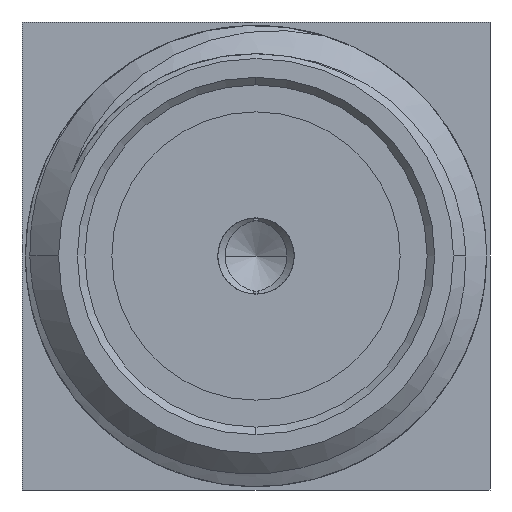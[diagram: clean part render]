
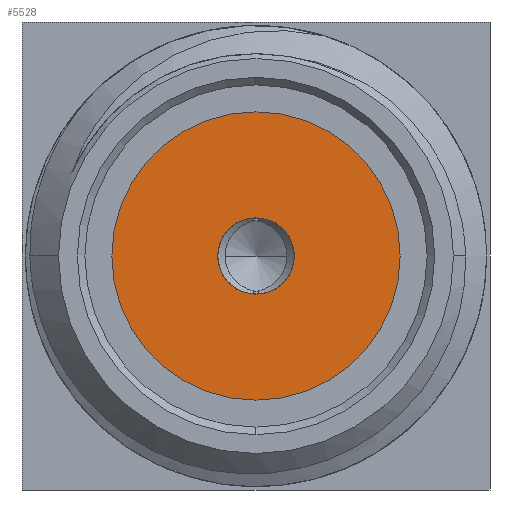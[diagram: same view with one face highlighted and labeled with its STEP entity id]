
A CAD part, left-side view. The second image highlights one B-rep face of the part: STEP entity #5528.
In plain terms, the highlighted planar face has unit normal (-1, 0, 0).
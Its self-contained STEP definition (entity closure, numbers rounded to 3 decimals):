
#1234=CARTESIAN_POINT('',(2.057,0.,0.));
#1235=DIRECTION('',(-1.,0.,0.));
#1236=DIRECTION('',(0.,0.,-1.));
#1237=AXIS2_PLACEMENT_3D('',#1234,#1235,#1236);
#1239=CARTESIAN_POINT('',(2.057,0.,0.));
#1240=DIRECTION('',(-1.,0.,0.));
#1241=DIRECTION('',(0.,0.,1.));
#1242=AXIS2_PLACEMENT_3D('',#1239,#1240,#1241);
#1244=CARTESIAN_POINT('',(2.057,0.,0.));
#1245=DIRECTION('',(1.,0.,0.));
#1246=DIRECTION('',(0.,0.,-1.));
#1247=AXIS2_PLACEMENT_3D('',#1244,#1245,#1246);
#1249=CARTESIAN_POINT('',(2.057,0.,0.));
#1250=DIRECTION('',(1.,0.,0.));
#1251=DIRECTION('',(0.,-1.,0.));
#1252=AXIS2_PLACEMENT_3D('',#1249,#1250,#1251);
#1254=CARTESIAN_POINT('',(2.057,0.,0.));
#1255=DIRECTION('',(1.,0.,0.));
#1256=DIRECTION('',(0.,0.,1.));
#1257=AXIS2_PLACEMENT_3D('',#1254,#1255,#1256);
#1259=CARTESIAN_POINT('',(2.057,0.,0.));
#1260=DIRECTION('',(1.,0.,0.));
#1261=DIRECTION('',(0.,1.,0.));
#1262=AXIS2_PLACEMENT_3D('',#1259,#1260,#1261);
#2727=CARTESIAN_POINT('',(2.057,0.,1.956));
#2728=VERTEX_POINT('',#2727);
#2729=CARTESIAN_POINT('',(2.057,0.,-1.956));
#2730=VERTEX_POINT('',#2729);
#2731=CARTESIAN_POINT('',(2.057,0.,0.518));
#2732=CARTESIAN_POINT('',(2.057,-0.518,0.));
#2733=VERTEX_POINT('',#2731);
#2734=VERTEX_POINT('',#2732);
#2735=CARTESIAN_POINT('',(2.057,0.,-0.518));
#2736=VERTEX_POINT('',#2735);
#2737=CARTESIAN_POINT('',(2.057,0.518,0.));
#2738=VERTEX_POINT('',#2737);
#5508=CARTESIAN_POINT('',(2.057,1.842,0.));
#5509=DIRECTION('',(-1.,0.,0.));
#5510=DIRECTION('',(0.,1.,0.));
#5511=AXIS2_PLACEMENT_3D('',#5508,#5509,#5510);
#5512=PLANE('',#5511);
#5513=ORIENTED_EDGE('',*,*,#5498,.F.);
#5515=ORIENTED_EDGE('',*,*,#5514,.F.);
#5516=EDGE_LOOP('',(#5513,#5515));
#5517=FACE_OUTER_BOUND('',#5516,.F.);
#5519=ORIENTED_EDGE('',*,*,#5518,.F.);
#5521=ORIENTED_EDGE('',*,*,#5520,.F.);
#5523=ORIENTED_EDGE('',*,*,#5522,.F.);
#5525=ORIENTED_EDGE('',*,*,#5524,.F.);
#5526=EDGE_LOOP('',(#5519,#5521,#5523,#5525));
#5527=FACE_BOUND('',#5526,.F.);
#5528=ADVANCED_FACE('',(#5517,#5527),#5512,.T.);
#1238=CIRCLE('',#1237,1.956);
#1243=CIRCLE('',#1242,1.956);
#1248=CIRCLE('',#1247,0.518);
#1253=CIRCLE('',#1252,0.518);
#1258=CIRCLE('',#1257,0.518);
#1263=CIRCLE('',#1262,0.518);
#5498=EDGE_CURVE('',#2730,#2728,#1238,.T.);
#5514=EDGE_CURVE('',#2728,#2730,#1243,.T.);
#5518=EDGE_CURVE('',#2736,#2738,#1248,.T.);
#5520=EDGE_CURVE('',#2734,#2736,#1253,.T.);
#5522=EDGE_CURVE('',#2733,#2734,#1258,.T.);
#5524=EDGE_CURVE('',#2738,#2733,#1263,.T.);
